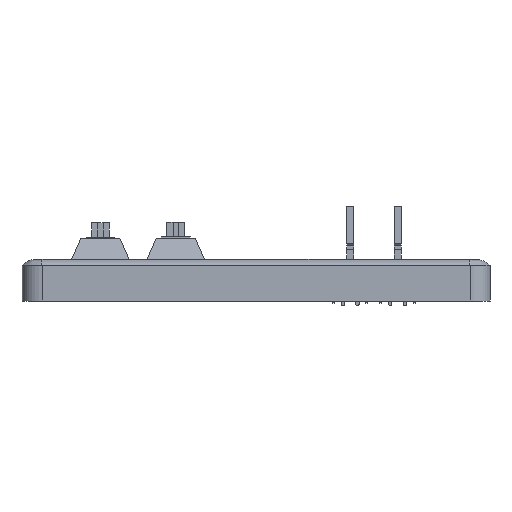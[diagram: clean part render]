
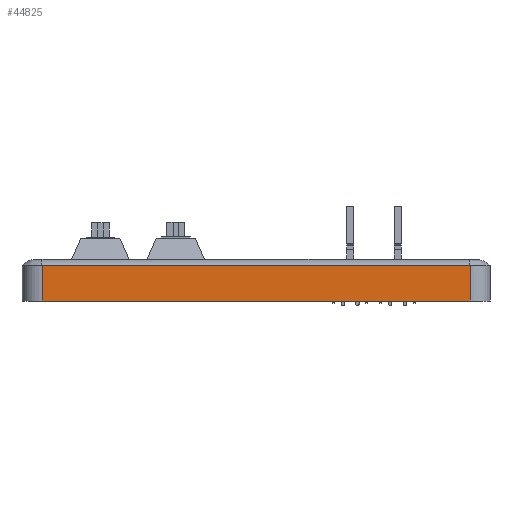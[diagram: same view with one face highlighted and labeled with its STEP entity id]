
A CAD part, front view. The second image highlights one B-rep face of the part: STEP entity #44825.
In plain terms, the highlighted planar face has unit normal (0, -1, 0).
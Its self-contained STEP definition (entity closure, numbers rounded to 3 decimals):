
#2926=PLANE('',#48779);
#5040=FACE_OUTER_BOUND('',#7971,.T.);
#7971=EDGE_LOOP('',(#39406,#39407,#39408,#39409));
#13584=LINE('',#73136,#17970);
#13590=LINE('',#73160,#17976);
#13591=LINE('',#73164,#17977);
#13592=LINE('',#73165,#17978);
#17970=VECTOR('',#59571,10.);
#17976=VECTOR('',#59595,10.);
#17977=VECTOR('',#59600,10.);
#17978=VECTOR('',#59601,10.);
#21923=VERTEX_POINT('',#73133);
#21924=VERTEX_POINT('',#73135);
#21933=VERTEX_POINT('',#73159);
#21934=VERTEX_POINT('',#73163);
#27849=EDGE_CURVE('',#21924,#21923,#13584,.T.);
#27861=EDGE_CURVE('',#21924,#21933,#13590,.T.);
#27863=EDGE_CURVE('',#21934,#21923,#13591,.T.);
#27864=EDGE_CURVE('',#21933,#21934,#13592,.T.);
#39406=ORIENTED_EDGE('',*,*,#27849,.T.);
#39407=ORIENTED_EDGE('',*,*,#27863,.F.);
#39408=ORIENTED_EDGE('',*,*,#27864,.F.);
#39409=ORIENTED_EDGE('',*,*,#27861,.F.);
#44825=ADVANCED_FACE('',(#5040),#2926,.T.);
#48779=AXIS2_PLACEMENT_3D('',#73162,#59598,#59599);
#59571=DIRECTION('',(-1.,0.,0.));
#59595=DIRECTION('',(0.,0.,-1.));
#59598=DIRECTION('center_axis',(0.,-1.,0.));
#59599=DIRECTION('ref_axis',(1.,0.,0.));
#59600=DIRECTION('',(0.,0.,1.));
#59601=DIRECTION('',(-1.,0.,0.));
#73133=CARTESIAN_POINT('',(-59.722,-69.819,9.));
#73135=CARTESIAN_POINT('',(48.278,-69.819,9.));
#73136=CARTESIAN_POINT('',(-19.951,-69.819,9.));
#73159=CARTESIAN_POINT('',(48.278,-69.819,0.));
#73160=CARTESIAN_POINT('',(48.278,-69.819,0.));
#73162=CARTESIAN_POINT('Origin',(-64.722,-69.819,0.));
#73163=CARTESIAN_POINT('',(-59.722,-69.819,0.));
#73164=CARTESIAN_POINT('',(-59.722,-69.819,0.));
#73165=CARTESIAN_POINT('',(53.278,-69.819,0.));
